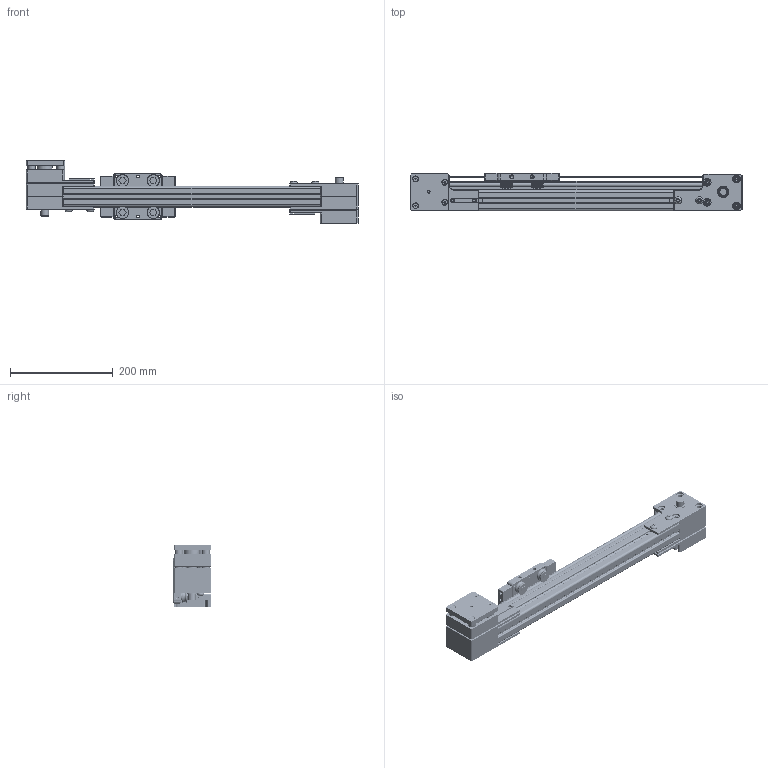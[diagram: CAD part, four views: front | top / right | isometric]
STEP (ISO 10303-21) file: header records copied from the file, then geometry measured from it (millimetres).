
FILE_DESCRIPTION (( 'STEP AP214' ), '1' );
FILE_NAME ('TSA_500mm.STEP', '2017-02-07T13:57:22', ( '' ), ( '' ), 'SwSTEP 2.0', 'SolidWorks 2010', '' );
FILE_SCHEMA (( 'AUTOMOTIVE_DESIGN' ));
Length unit declared in the file: millimetre
Products named in the file (35): IMBUS_M5x10; JM-30C_Default; IMBUS £eb sto¿kowy_M4x10; TSNP-1-C3_Default; DIN_913_DIN_913_M6x20; TSNP-1-C9_Default; TSNP-1-C2_Default; BN_6404_BN_6404_M8x16; TSNP-1-C4_Default; TSNP-1-C8_Default; TS-Z5_Default; IMBUS £eb sto¿kowy_M5x16; TS-Z4_Default; TSNP-1-C7_HTD 36F-5M-09_Mekanex; IMBUS £eb sto¿kowy_M6x35; item_0002618_Wpust_przesuwny_8_St_M8_ocynk__Default; IMBUS £eb sto¿kowy_M4x12; L-kulkowe-zw_20x42x8; TSA_500mm; TSP-C2_Default; TS-Z2_Default; TSP-Z0_Default; TSP-C1_Default; TS-C2-10_Default; LFR50_8-8 ZZ_Default; TSNP-1-C1_Default; TSP-C3_Default; TS-C2-3_Default; TSNP-1-Z1_Default; TSP-Z1_Default; TS-Z3_Default; TSNP-1-C6_Default; TSNP-1-C5_Default; TS-C2-2_Default; TSNP2-C1_Default
Assembly tree (64 placements, depth 5):
  TSA_500mm
    TSNP-1-Z1_Default  x2
      IMBUS £eb sto¿kowy_M4x10
      IMBUS_M5x10
      TSNP-1-C1_Default
      TSNP-1-C2_Default
      BN_6404_BN_6404_M8x16
      item_0002618_Wpust_przesuwny_8_St_M8_ocynk__Default
      L-kulkowe-zw_20x42x8
      TSNP-1-C7_HTD 36F-5M-09_Mekanex
      TSNP-1-C5_Default
    JM-30C_Default
    TS-Z4_Default
      IMBUS £eb sto¿kowy_M5x16  x4
      TSNP-1-C8_Default  x4
      TSNP-1-C9_Default
    TSNP-1-C6_Default
    TS-Z5_Default  x2
      DIN_913_DIN_913_M6x20
      IMBUS £eb sto¿kowy_M6x35
      TSNP-1-C4_Default
      IMBUS £eb sto¿kowy_M4x12
      TSNP-1-C3_Default
    TSNP2-C1_Default
    TSP-Z0_Default
      TS-Z2_Default
        TS-C2-10_Default  x2
        TS-Z3_Default  x4
          TS-C2-2_Default
          LFR50_8-8 ZZ_Default
          TS-C2-3_Default
        TSP-C2_Default
      TSP-Z1_Default
        TSP-C3_Default  x2
        TSP-C1_Default
Bounding box: 647 x 73 x 121.8 mm (x, y, z)
Volume: 1497759.6 mm3; surface area: 768418.1 mm2
Topology: 135 solids, 135 shells, 3717 faces, 9179 edges, 5687 vertices
Faces by surface type: cylinder 1501, plane 1149, cone 783, torus 220, sphere 64
Entity records: 56299 total; most frequent: CARTESIAN_POINT 9803, DIRECTION 9612, ORIENTED_EDGE 8580, EDGE_CURVE 4290, AXIS2_PLACEMENT_3D 3718, VERTEX_POINT 2713, LINE 2176, VECTOR 2176
